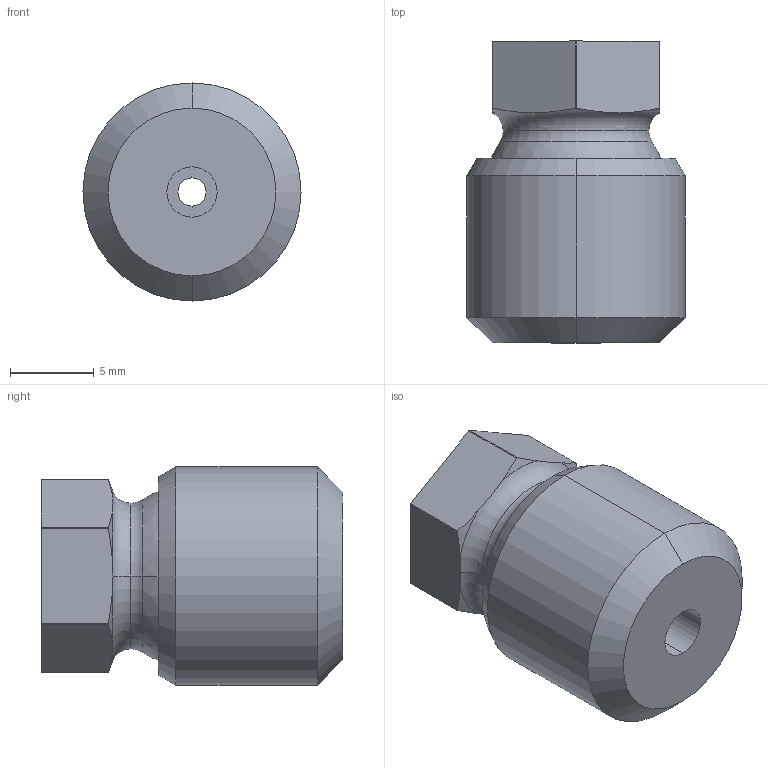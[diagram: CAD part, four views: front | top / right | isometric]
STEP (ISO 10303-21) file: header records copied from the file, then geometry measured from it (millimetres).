
FILE_DESCRIPTION (( 'STEP AP203' ), '1' );
FILE_NAME ('WDS-609-201.step', '2010-08-02T10:44:46', ( 'SysAdmin' ), ( 'SolidWorks' ), 'SwSTEP 2.0', 'SolidWorks 2010', '' );
FILE_SCHEMA (( 'CONFIG_CONTROL_DESIGN' ));
Length unit declared in the file: millimetre
Products named in the file (3): WDS-609-201; WDS-609-201_609-PAD-1_609-2011; WDS-609-201_609-NUT-2_609-2012
Assembly tree (2 placements, depth 2):
  WDS-609-201
    WDS-609-201_609-PAD-1_609-2011
    WDS-609-201_609-NUT-2_609-2012
Bounding box: 13 x 17.98 x 13 mm (x, y, z)
Volume: 1539.1 mm3; surface area: 1656.6 mm2
Topology: 2 solids, 2 shells, 47 faces, 117 edges, 73 vertices
Faces by surface type: cylinder 16, cone 14, plane 11, torus 4, sphere 2
Entity records: 1715 total; most frequent: CARTESIAN_POINT 306, DIRECTION 252, ORIENTED_EDGE 224, EDGE_CURVE 112, AXIS2_PLACEMENT_3D 108, VERTEX_POINT 70, CIRCLE 56, EDGE_LOOP 52
